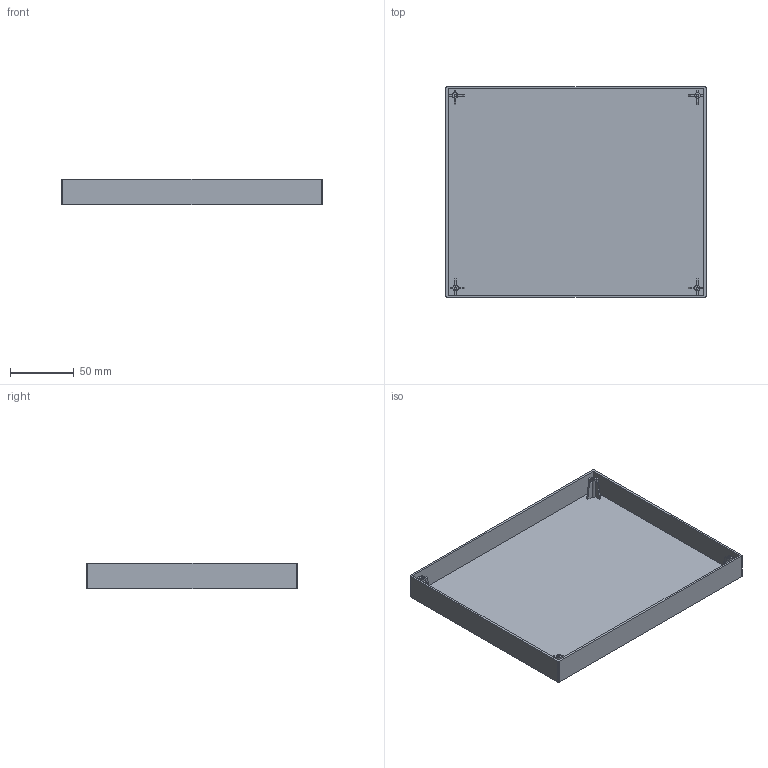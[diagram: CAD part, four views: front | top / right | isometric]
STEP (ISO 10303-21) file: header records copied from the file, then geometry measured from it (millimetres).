
FILE_DESCRIPTION(('Designed by EasyEDA Pro'),'2;1');
FILE_NAME('Open CASCADE Shape Model','2025-04-17T12:29:07',('Author'),( 'Open CASCADE'),'Open CASCADE STEP processor 7.8','Open CASCADE 7.8' ,'Unknown');
FILE_SCHEMA(('AUTOMOTIVE_DESIGN { 1 0 10303 214 1 1 1 1 }'));
Length unit declared in the file: millimetre
Products named in the file (1): Open CASCADE STEP translator 7.8 2
Bounding box: 204.26 x 165.27 x 20 mm (x, y, z)
Volume: 81577.3 mm3; surface area: 98222.6 mm2
Topology: 1 solids, 1 shells, 184 faces, 531 edges, 354 vertices
Faces by surface type: bspline 184
Entity records: 11807 total; most frequent: CARTESIAN_POINT 4953, B_SPLINE_CURVE_WITH_KNOTS 1497, ORIENTED_EDGE 1062, PCURVE 1062, DEFINITIONAL_REPRESENTATION 1062, EDGE_CURVE 531, SURFACE_CURVE 523, VERTEX_POINT 354
